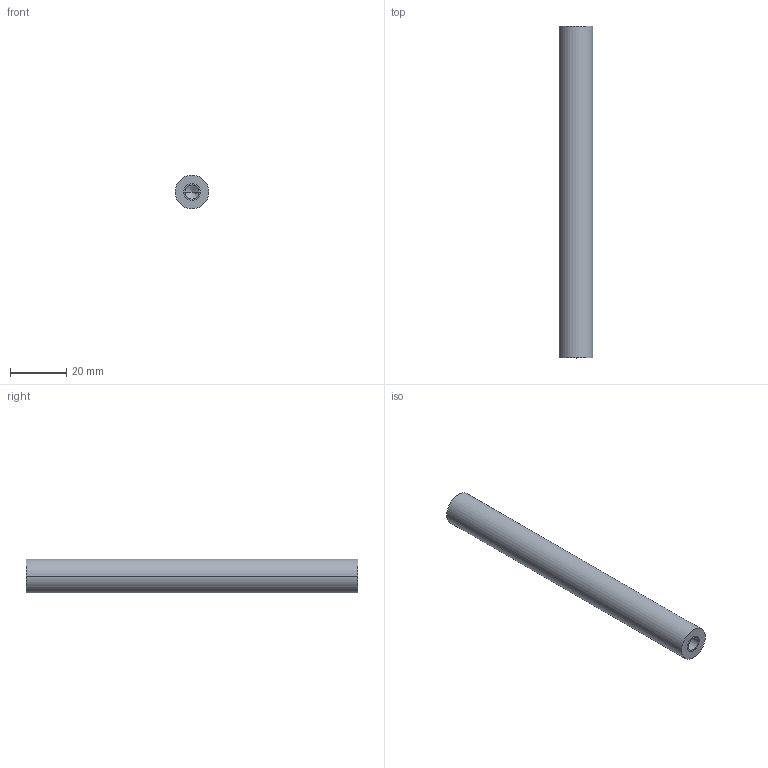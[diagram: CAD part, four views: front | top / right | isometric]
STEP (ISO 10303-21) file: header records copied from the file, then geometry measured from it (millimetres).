
FILE_DESCRIPTION((''),'2;1');
FILE_NAME('ENTRETOISE_BASE','2021-10-06T07:37:00',('laure'),(''),'CREO PARAMETRIC BY PTC INC, 2020281','CREO PARAMETRIC BY PTC INC, 2020281','');
FILE_SCHEMA(('CONFIG_CONTROL_DESIGN'));
Length unit declared in the file: millimetre
Products named in the file (1): ENTRETOISE_BASE
Bounding box: 12 x 118 x 12 mm (x, y, z)
Volume: 12736.8 mm3; surface area: 5622.1 mm2
Topology: 1 solids, 3 shells, 18 faces, 42 edges, 26 vertices
Faces by surface type: cylinder 10, plane 4, cone 4
Entity records: 543 total; most frequent: DIRECTION 100, CARTESIAN_POINT 83, ORIENTED_EDGE 68, AXIS2_PLACEMENT_3D 43, EDGE_CURVE 38, VERTEX_POINT 26, CIRCLE 24, EDGE_LOOP 22
